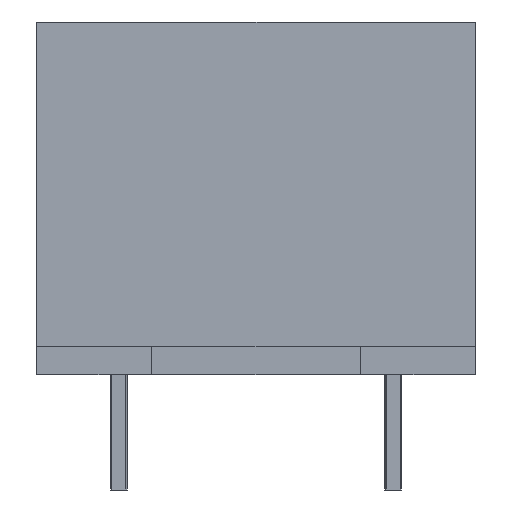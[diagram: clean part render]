
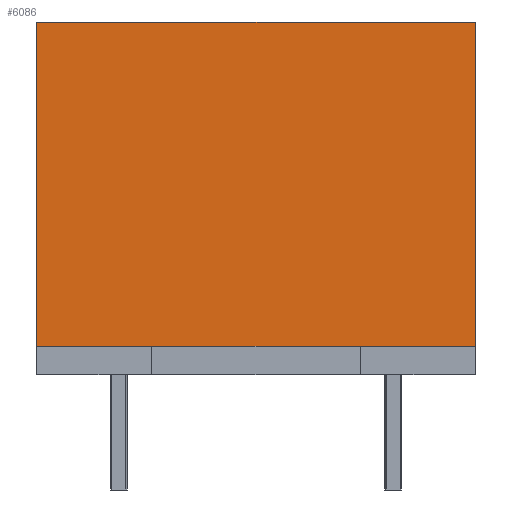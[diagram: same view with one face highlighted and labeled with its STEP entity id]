
A CAD part, left-side view. The second image highlights one B-rep face of the part: STEP entity #6086.
In plain terms, the highlighted free-form (B-spline) face has degree [1, 1] with [2, 2] control points.
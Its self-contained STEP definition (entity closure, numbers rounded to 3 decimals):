
#5864=CARTESIAN_POINT('',(-12.06,-6.095,0.8));
#5865=VERTEX_POINT('',#5864);
#5872=CARTESIAN_POINT('',(-12.06,6.095,0.8));
#5873=VERTEX_POINT('',#5872);
#5874=CARTESIAN_POINT('',(-12.06,6.095,0.8));
#5875=DIRECTION('',(0.0,-1.0,0.0));
#5876=VECTOR('',#5875,12.19);
#5877=LINE('',#5874,#5876);
#5878=EDGE_CURVE('',#5873,#5865,#5877,.T.);
#5944=CARTESIAN_POINT('',(-12.06,6.095,9.8));
#5945=VERTEX_POINT('',#5944);
#5946=CARTESIAN_POINT('',(-12.06,6.095,9.8));
#5947=DIRECTION('',(0.0,0.0,-1.0));
#5948=VECTOR('',#5947,9.);
#5949=LINE('',#5946,#5948);
#5950=EDGE_CURVE('',#5945,#5873,#5949,.T.);
#5991=CARTESIAN_POINT('',(-12.06,-6.095,9.8));
#5992=VERTEX_POINT('',#5991);
#5993=CARTESIAN_POINT('',(-12.06,-6.095,9.8));
#5994=DIRECTION('',(0.0,1.0,0.0));
#5995=VECTOR('',#5994,12.19);
#5996=LINE('',#5993,#5995);
#5997=EDGE_CURVE('',#5992,#5945,#5996,.T.);
#6070=CARTESIAN_POINT('',(-12.06,-6.095,9.8));
#6071=CARTESIAN_POINT('',(-12.06,-6.095,0.8));
#6072=CARTESIAN_POINT('',(-12.06,6.095,9.8));
#6073=CARTESIAN_POINT('',(-12.06,6.095,0.8));
#6074=B_SPLINE_SURFACE_WITH_KNOTS('',1,1,((#6070,#6072),(#6071,#6073)),.UNSPECIFIED.,.F.,.F.,.U.,(2,2),(2,2),(0.0,9.),(0.0,12.19),.UNSPECIFIED.);
#6075=ORIENTED_EDGE('',*,*,#5878,.T.);
#6076=CARTESIAN_POINT('',(-12.06,-6.095,9.8));
#6077=DIRECTION('',(0.0,0.0,-1.0));
#6078=VECTOR('',#6077,9.0);
#6079=LINE('',#6076,#6078);
#6080=EDGE_CURVE('',#5992,#5865,#6079,.T.);
#6081=ORIENTED_EDGE('',*,*,#6080,.F.);
#6082=ORIENTED_EDGE('',*,*,#5997,.T.);
#6083=ORIENTED_EDGE('',*,*,#5950,.T.);
#6084=EDGE_LOOP('',(#6075,#6081,#6082,#6083));
#6085=FACE_OUTER_BOUND('',#6084,.T.);
#6086=ADVANCED_FACE('',(#6085),#6074,.F.);
